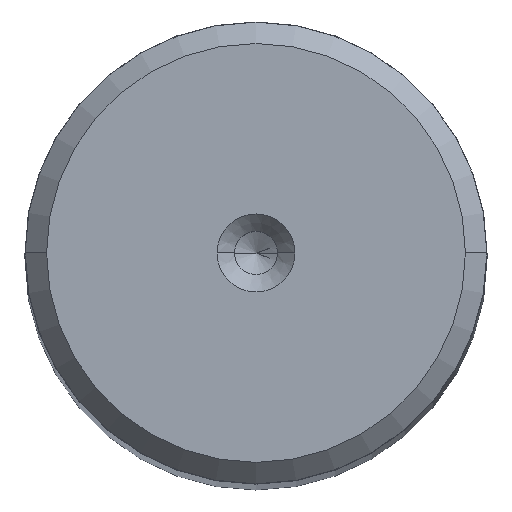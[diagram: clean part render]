
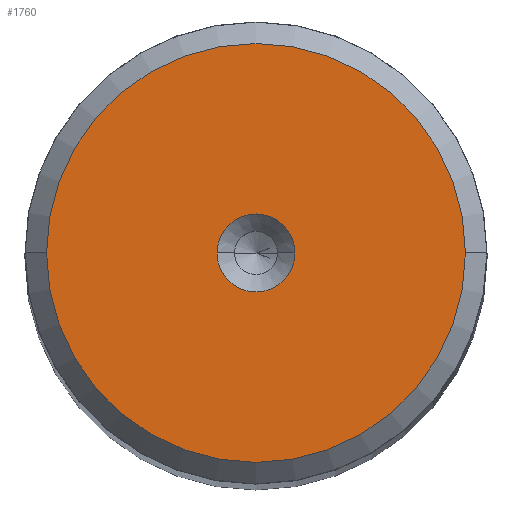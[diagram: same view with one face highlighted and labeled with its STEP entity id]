
A CAD part, top view. The second image highlights one B-rep face of the part: STEP entity #1760.
In plain terms, the highlighted planar face has unit normal (0, 0, 1).
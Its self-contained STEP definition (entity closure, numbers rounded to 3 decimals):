
#132 = DIRECTION ( 'NONE',  ( 0., 0., 1. ) ) ;
#193 = DIRECTION ( 'NONE',  ( 0., 0., 1. ) ) ;
#238 = DIRECTION ( 'NONE',  ( 1., 0., 0. ) ) ;
#246 = ORIENTED_EDGE ( 'NONE', *, *, #2473, .T. ) ;
#255 = VERTEX_POINT ( 'NONE', #910 ) ;
#306 = PLANE ( 'NONE',  #2350 ) ;
#374 = CIRCLE ( 'NONE', #2583, 2.7 ) ;
#393 = CARTESIAN_POINT ( 'NONE',  ( 0., 0., 240. ) ) ;
#495 = AXIS2_PLACEMENT_3D ( 'NONE', #2564, #193, #1264 ) ;
#508 = DIRECTION ( 'NONE',  ( 0., 0., 1. ) ) ;
#596 = AXIS2_PLACEMENT_3D ( 'NONE', #2555, #2774, #238 ) ;
#833 = EDGE_CURVE ( 'NONE', #255, #2257, #2245, .T. ) ;
#910 = CARTESIAN_POINT ( 'NONE',  ( 14.512, 0., 240. ) ) ;
#954 = CIRCLE ( 'NONE', #2131, 14.512 ) ;
#1044 = DIRECTION ( 'NONE',  ( 1., 0., 0. ) ) ;
#1139 = ORIENTED_EDGE ( 'NONE', *, *, #1524, .F. ) ;
#1211 = CARTESIAN_POINT ( 'NONE',  ( 2.7, 0., 240. ) ) ;
#1264 = DIRECTION ( 'NONE',  ( 1., 0., 0. ) ) ;
#1277 = DIRECTION ( 'NONE',  ( 0., 0., 1. ) ) ;
#1302 = CIRCLE ( 'NONE', #495, 2.7 ) ;
#1328 = ORIENTED_EDGE ( 'NONE', *, *, #833, .T. ) ;
#1355 = CARTESIAN_POINT ( 'NONE',  ( 0., 0., 240. ) ) ;
#1502 = FACE_OUTER_BOUND ( 'NONE', #1889, .T. ) ;
#1507 = EDGE_CURVE ( 'NONE', #2589, #2676, #374, .T. ) ;
#1524 = EDGE_CURVE ( 'NONE', #2676, #2589, #1302, .T. ) ;
#1659 = DIRECTION ( 'NONE',  ( 1., 0., 0. ) ) ;
#1760 = ADVANCED_FACE ( 'NONE', ( #2419, #1502 ), #306, .T. ) ;
#1764 = DIRECTION ( 'NONE',  ( 1., 0., 0. ) ) ;
#1835 = CARTESIAN_POINT ( 'NONE',  ( 0., 0., 240. ) ) ;
#1889 = EDGE_LOOP ( 'NONE', ( #246, #1328 ) ) ;
#1938 = ORIENTED_EDGE ( 'NONE', *, *, #1507, .F. ) ;
#2131 = AXIS2_PLACEMENT_3D ( 'NONE', #1355, #508, #1764 ) ;
#2245 = CIRCLE ( 'NONE', #596, 14.512 ) ;
#2257 = VERTEX_POINT ( 'NONE', #2405 ) ;
#2319 = EDGE_LOOP ( 'NONE', ( #1139, #1938 ) ) ;
#2350 = AXIS2_PLACEMENT_3D ( 'NONE', #1835, #132, #1659 ) ;
#2405 = CARTESIAN_POINT ( 'NONE',  ( -14.512, 0., 240. ) ) ;
#2419 = FACE_BOUND ( 'NONE', #2319, .T. ) ;
#2473 = EDGE_CURVE ( 'NONE', #2257, #255, #954, .T. ) ;
#2525 = CARTESIAN_POINT ( 'NONE',  ( -2.7, 0., 240. ) ) ;
#2555 = CARTESIAN_POINT ( 'NONE',  ( 0., 0., 240. ) ) ;
#2564 = CARTESIAN_POINT ( 'NONE',  ( 0., 0., 240. ) ) ;
#2583 = AXIS2_PLACEMENT_3D ( 'NONE', #393, #1277, #1044 ) ;
#2589 = VERTEX_POINT ( 'NONE', #2525 ) ;
#2676 = VERTEX_POINT ( 'NONE', #1211 ) ;
#2774 = DIRECTION ( 'NONE',  ( 0., 0., 1. ) ) ;
